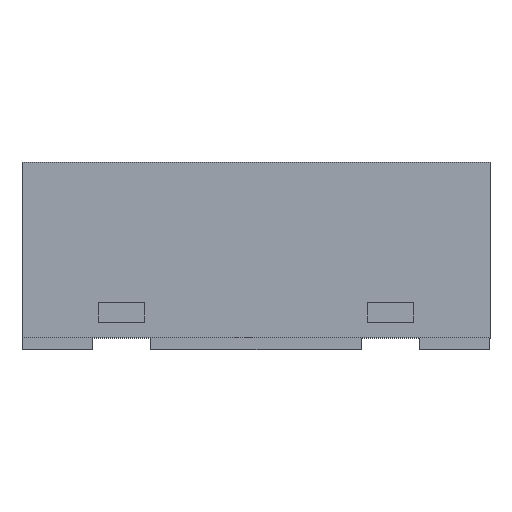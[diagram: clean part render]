
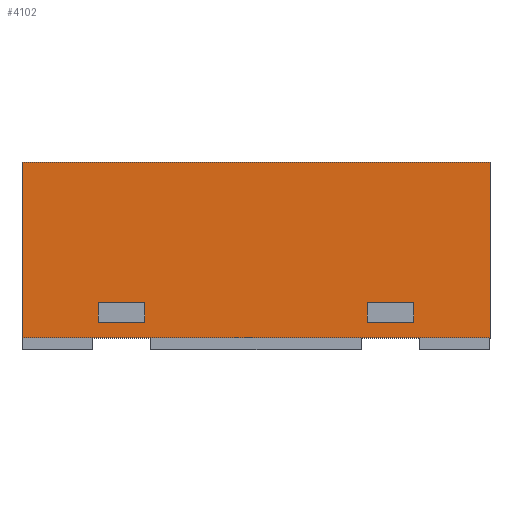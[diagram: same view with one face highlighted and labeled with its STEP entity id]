
A CAD part, top view. The second image highlights one B-rep face of the part: STEP entity #4102.
In plain terms, the highlighted planar face has unit normal (0, 0, 1).
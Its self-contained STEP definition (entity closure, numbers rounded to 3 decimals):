
#75 = VECTOR ( 'NONE', #5290, 1000. ) ;
#152 = EDGE_LOOP ( 'NONE', ( #1635, #5282, #707, #2940 ) ) ;
#257 = CARTESIAN_POINT ( 'NONE',  ( 0.475, 0.115, 1. ) ) ;
#285 = EDGE_CURVE ( 'NONE', #2730, #937, #5165, .T. ) ;
#327 = LINE ( 'NONE', #4733, #3210 ) ;
#357 = VERTEX_POINT ( 'NONE', #772 ) ;
#391 = CARTESIAN_POINT ( 'NONE',  ( 1., 0.115, 1. ) ) ;
#612 = PLANE ( 'NONE',  #777 ) ;
#707 = ORIENTED_EDGE ( 'NONE', *, *, #285, .T. ) ;
#720 = VERTEX_POINT ( 'NONE', #4814 ) ;
#763 = CARTESIAN_POINT ( 'NONE',  ( 0.475, 4.428, 1. ) ) ;
#772 = CARTESIAN_POINT ( 'NONE',  ( 0.675, 0.115, 1. ) ) ;
#777 = AXIS2_PLACEMENT_3D ( 'NONE', #1452, #986, #1420 ) ;
#937 = VERTEX_POINT ( 'NONE', #2831 ) ;
#964 = ORIENTED_EDGE ( 'NONE', *, *, #2122, .T. ) ;
#986 = DIRECTION ( 'NONE',  ( 0., 0., -1. ) ) ;
#1062 = ORIENTED_EDGE ( 'NONE', *, *, #1850, .T. ) ;
#1073 = CARTESIAN_POINT ( 'NONE',  ( 1., 0.2, 1. ) ) ;
#1132 = VERTEX_POINT ( 'NONE', #5021 ) ;
#1187 = EDGE_LOOP ( 'NONE', ( #4046, #2882, #964, #1062 ) ) ;
#1308 = EDGE_CURVE ( 'NONE', #1132, #720, #4448, .T. ) ;
#1356 = DIRECTION ( 'NONE',  ( 0., -1., 0. ) ) ;
#1403 = EDGE_CURVE ( 'NONE', #1629, #2730, #4579, .T. ) ;
#1420 = DIRECTION ( 'NONE',  ( -1., 0., 0. ) ) ;
#1431 = CARTESIAN_POINT ( 'NONE',  ( 1., 0.2, 1. ) ) ;
#1452 = CARTESIAN_POINT ( 'NONE',  ( 1., 4.428, 1. ) ) ;
#1470 = CARTESIAN_POINT ( 'NONE',  ( -0.475, 0.2, 1. ) ) ;
#1504 = VERTEX_POINT ( 'NONE', #1470 ) ;
#1516 = CARTESIAN_POINT ( 'NONE',  ( 1., 0.05, 1. ) ) ;
#1629 = VERTEX_POINT ( 'NONE', #257 ) ;
#1635 = ORIENTED_EDGE ( 'NONE', *, *, #2707, .T. ) ;
#1779 = CARTESIAN_POINT ( 'NONE',  ( -1., 4.428, 1. ) ) ;
#1802 = EDGE_CURVE ( 'NONE', #720, #2856, #2636, .T. ) ;
#1813 = DIRECTION ( 'NONE',  ( 1., 0., 0. ) ) ;
#1850 = EDGE_CURVE ( 'NONE', #2606, #3005, #5051, .T. ) ;
#1864 = CARTESIAN_POINT ( 'NONE',  ( -0.475, 0.115, 1. ) ) ;
#1971 = VECTOR ( 'NONE', #4598, 1000. ) ;
#1973 = ORIENTED_EDGE ( 'NONE', *, *, #2698, .F. ) ;
#1995 = VECTOR ( 'NONE', #4115, 1000. ) ;
#2014 = CARTESIAN_POINT ( 'NONE',  ( -0.675, 0.2, 1. ) ) ;
#2027 = VECTOR ( 'NONE', #1813, 1000. ) ;
#2031 = CARTESIAN_POINT ( 'NONE',  ( -0.675, 4.428, 1. ) ) ;
#2108 = VECTOR ( 'NONE', #5177, 1000. ) ;
#2122 = EDGE_CURVE ( 'NONE', #1504, #2606, #5032, .T. ) ;
#2124 = FACE_BOUND ( 'NONE', #152, .T. ) ;
#2134 = CARTESIAN_POINT ( 'NONE',  ( 0.675, 4.428, 1. ) ) ;
#2164 = LINE ( 'NONE', #2888, #4139 ) ;
#2390 = VECTOR ( 'NONE', #4777, 1000. ) ;
#2475 = ORIENTED_EDGE ( 'NONE', *, *, #2736, .F. ) ;
#2510 = FACE_BOUND ( 'NONE', #1187, .T. ) ;
#2606 = VERTEX_POINT ( 'NONE', #1864 ) ;
#2636 = LINE ( 'NONE', #2791, #1995 ) ;
#2683 = VECTOR ( 'NONE', #3680, 1000. ) ;
#2698 = EDGE_CURVE ( 'NONE', #2946, #2856, #2164, .T. ) ;
#2707 = EDGE_CURVE ( 'NONE', #357, #1629, #327, .T. ) ;
#2730 = VERTEX_POINT ( 'NONE', #4360 ) ;
#2736 = EDGE_CURVE ( 'NONE', #1132, #2946, #3868, .T. ) ;
#2791 = CARTESIAN_POINT ( 'NONE',  ( 1., 0.05, 1. ) ) ;
#2831 = CARTESIAN_POINT ( 'NONE',  ( 0.675, 0.2, 1. ) ) ;
#2856 = VERTEX_POINT ( 'NONE', #1516 ) ;
#2882 = ORIENTED_EDGE ( 'NONE', *, *, #4783, .T. ) ;
#2888 = CARTESIAN_POINT ( 'NONE',  ( 1., 4.428, 1. ) ) ;
#2940 = ORIENTED_EDGE ( 'NONE', *, *, #3435, .T. ) ;
#2946 = VERTEX_POINT ( 'NONE', #4938 ) ;
#3005 = VERTEX_POINT ( 'NONE', #4084 ) ;
#3054 = EDGE_LOOP ( 'NONE', ( #2475, #4609, #4879, #1973 ) ) ;
#3086 = VECTOR ( 'NONE', #4472, 1000. ) ;
#3170 = LINE ( 'NONE', #1073, #2390 ) ;
#3210 = VECTOR ( 'NONE', #3932, 1000. ) ;
#3435 = EDGE_CURVE ( 'NONE', #937, #357, #4851, .T. ) ;
#3521 = LINE ( 'NONE', #2031, #2683 ) ;
#3671 = DIRECTION ( 'NONE',  ( -1., 0., 0. ) ) ;
#3680 = DIRECTION ( 'NONE',  ( 0., 1., 0. ) ) ;
#3762 = FACE_OUTER_BOUND ( 'NONE', #3054, .T. ) ;
#3868 = LINE ( 'NONE', #4303, #2027 ) ;
#3932 = DIRECTION ( 'NONE',  ( -1., 0., 0. ) ) ;
#4046 = ORIENTED_EDGE ( 'NONE', *, *, #4157, .T. ) ;
#4084 = CARTESIAN_POINT ( 'NONE',  ( -0.675, 0.115, 1. ) ) ;
#4102 = ADVANCED_FACE ( 'NONE', ( #2124, #2510, #3762 ), #612, .F. ) ;
#4110 = VECTOR ( 'NONE', #5049, 1000. ) ;
#4115 = DIRECTION ( 'NONE',  ( 1., 0., 0. ) ) ;
#4139 = VECTOR ( 'NONE', #1356, 1000. ) ;
#4157 = EDGE_CURVE ( 'NONE', #3005, #4177, #3521, .T. ) ;
#4177 = VERTEX_POINT ( 'NONE', #2014 ) ;
#4222 = VECTOR ( 'NONE', #3671, 1000. ) ;
#4303 = CARTESIAN_POINT ( 'NONE',  ( 1., 0.8, 1. ) ) ;
#4360 = CARTESIAN_POINT ( 'NONE',  ( 0.475, 0.2, 1. ) ) ;
#4448 = LINE ( 'NONE', #1779, #3086 ) ;
#4472 = DIRECTION ( 'NONE',  ( 0., -1., 0. ) ) ;
#4579 = LINE ( 'NONE', #763, #75 ) ;
#4598 = DIRECTION ( 'NONE',  ( 0., -1., 0. ) ) ;
#4609 = ORIENTED_EDGE ( 'NONE', *, *, #1308, .T. ) ;
#4733 = CARTESIAN_POINT ( 'NONE',  ( 1., 0.115, 1. ) ) ;
#4777 = DIRECTION ( 'NONE',  ( 1., 0., 0. ) ) ;
#4783 = EDGE_CURVE ( 'NONE', #4177, #1504, #3170, .T. ) ;
#4814 = CARTESIAN_POINT ( 'NONE',  ( -1., 0.05, 1. ) ) ;
#4851 = LINE ( 'NONE', #2134, #4110 ) ;
#4879 = ORIENTED_EDGE ( 'NONE', *, *, #1802, .T. ) ;
#4938 = CARTESIAN_POINT ( 'NONE',  ( 1., 0.8, 1. ) ) ;
#4969 = CARTESIAN_POINT ( 'NONE',  ( -0.475, 4.428, 1. ) ) ;
#5021 = CARTESIAN_POINT ( 'NONE',  ( -1., 0.8, 1. ) ) ;
#5032 = LINE ( 'NONE', #4969, #1971 ) ;
#5049 = DIRECTION ( 'NONE',  ( 0., -1., 0. ) ) ;
#5051 = LINE ( 'NONE', #391, #4222 ) ;
#5165 = LINE ( 'NONE', #1431, #2108 ) ;
#5177 = DIRECTION ( 'NONE',  ( 1., 0., 0. ) ) ;
#5282 = ORIENTED_EDGE ( 'NONE', *, *, #1403, .T. ) ;
#5290 = DIRECTION ( 'NONE',  ( 0., 1., 0. ) ) ;
